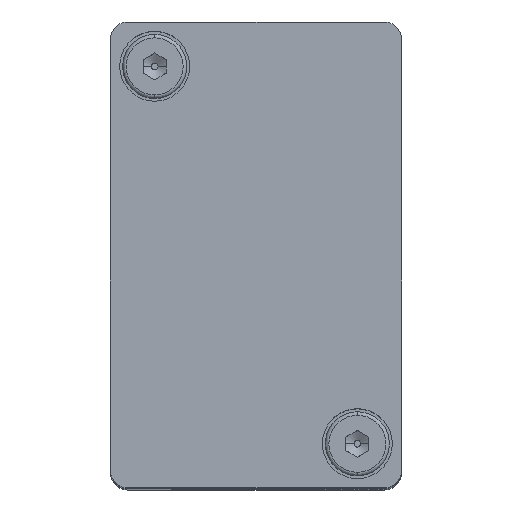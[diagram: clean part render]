
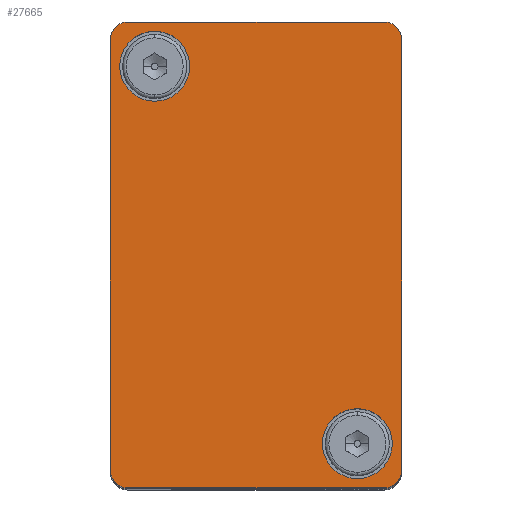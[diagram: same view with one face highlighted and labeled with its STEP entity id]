
A CAD part, top view. The second image highlights one B-rep face of the part: STEP entity #27665.
In plain terms, the highlighted face is planar.
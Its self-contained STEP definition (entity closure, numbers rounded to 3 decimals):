
#21593=CARTESIAN_POINT('',(7.2,14.75,15.2));
#21594=VERTEX_POINT('',#21593);
#21610=CARTESIAN_POINT('',(7.2,14.75,9.2));
#21611=VERTEX_POINT('',#21610);
#21618=CARTESIAN_POINT('',(7.2,14.75,12.2));
#21619=DIRECTION('',(0.0,-1.0,0.0));
#21620=DIRECTION('',(0.0,0.0,1.0));
#21621=AXIS2_PLACEMENT_3D('',#21618,#21619,#21620);
#21622=CIRCLE('',#21621,3.0);
#21623=EDGE_CURVE('',#21594,#21611,#21622,.T.);
#21635=CARTESIAN_POINT('',(-10.2,14.75,-17.2));
#21636=VERTEX_POINT('',#21635);
#21652=CARTESIAN_POINT('',(-10.2,14.75,-23.2));
#21653=VERTEX_POINT('',#21652);
#21660=CARTESIAN_POINT('',(-10.2,14.75,-20.2));
#21661=DIRECTION('',(0.0,-1.0,0.0));
#21662=DIRECTION('',(0.0,0.0,1.0));
#21663=AXIS2_PLACEMENT_3D('',#21660,#21661,#21662);
#21664=CIRCLE('',#21663,3.0);
#21665=EDGE_CURVE('',#21636,#21653,#21664,.T.);
#21677=CARTESIAN_POINT('',(-13.561,14.75,15.561));
#21678=VERTEX_POINT('',#21677);
#21694=CARTESIAN_POINT('',(-12.5,14.75,16.));
#21695=VERTEX_POINT('',#21694);
#21702=CARTESIAN_POINT('',(-12.5,14.75,14.5));
#21703=DIRECTION('',(0.0,-1.,0.0));
#21704=DIRECTION('',(-0.707,0.0,0.707));
#21705=AXIS2_PLACEMENT_3D('',#21702,#21703,#21704);
#21706=CIRCLE('',#21705,1.5);
#21707=EDGE_CURVE('',#21695,#21678,#21706,.T.);
#21719=CARTESIAN_POINT('',(-13.561,14.75,-23.561));
#21720=VERTEX_POINT('',#21719);
#21736=CARTESIAN_POINT('',(-14.0,14.75,-22.5));
#21737=VERTEX_POINT('',#21736);
#21744=CARTESIAN_POINT('',(-12.5,14.75,-22.5));
#21745=DIRECTION('',(0.0,-1.,0.0));
#21746=DIRECTION('',(-0.707,0.0,-0.707));
#21747=AXIS2_PLACEMENT_3D('',#21744,#21745,#21746);
#21748=CIRCLE('',#21747,1.5);
#21749=EDGE_CURVE('',#21737,#21720,#21748,.T.);
#21761=CARTESIAN_POINT('',(10.561,14.75,-23.561));
#21762=VERTEX_POINT('',#21761);
#21778=CARTESIAN_POINT('',(9.5,14.75,-24.0));
#21779=VERTEX_POINT('',#21778);
#21786=CARTESIAN_POINT('',(9.5,14.75,-22.5));
#21787=DIRECTION('',(0.0,-1.,0.0));
#21788=DIRECTION('',(0.707,0.0,-0.707));
#21789=AXIS2_PLACEMENT_3D('',#21786,#21787,#21788);
#21790=CIRCLE('',#21789,1.5);
#21791=EDGE_CURVE('',#21779,#21762,#21790,.T.);
#21803=CARTESIAN_POINT('',(10.561,14.75,15.561));
#21804=VERTEX_POINT('',#21803);
#21820=CARTESIAN_POINT('',(11.0,14.75,14.5));
#21821=VERTEX_POINT('',#21820);
#21828=CARTESIAN_POINT('',(9.5,14.75,14.5));
#21829=DIRECTION('',(0.0,-1.,0.0));
#21830=DIRECTION('',(0.707,0.0,0.707));
#21831=AXIS2_PLACEMENT_3D('',#21828,#21829,#21830);
#21832=CIRCLE('',#21831,1.5);
#21833=EDGE_CURVE('',#21821,#21804,#21832,.T.);
#27532=CARTESIAN_POINT('',(9.5,14.75,16.));
#27533=VERTEX_POINT('',#27532);
#27534=CARTESIAN_POINT('',(9.5,14.75,14.5));
#27535=DIRECTION('',(0.0,-1.,0.0));
#27536=DIRECTION('',(0.707,0.0,0.707));
#27537=AXIS2_PLACEMENT_3D('',#27534,#27535,#27536);
#27538=CIRCLE('',#27537,1.5);
#27539=EDGE_CURVE('',#21804,#27533,#27538,.T.);
#27565=CARTESIAN_POINT('',(9.5,14.75,16.));
#27566=DIRECTION('',(-1.0,0.0,0.0));
#27567=VECTOR('',#27566,22.0);
#27568=LINE('',#27565,#27567);
#27569=EDGE_CURVE('',#27533,#21695,#27568,.T.);
#27587=CARTESIAN_POINT('',(0.,14.75,0.));
#27588=DIRECTION('',(0.0,1.0,0.0));
#27589=DIRECTION('',(0.0,0.0,1.0));
#27590=AXIS2_PLACEMENT_3D('',#27587,#27588,#27589);
#27591=PLANE('',#27590);
#27592=ORIENTED_EDGE('',*,*,#21833,.F.);
#27593=CARTESIAN_POINT('',(11.0,14.75,-22.5));
#27594=VERTEX_POINT('',#27593);
#27595=CARTESIAN_POINT('',(11.0,14.75,-22.5));
#27596=DIRECTION('',(0.0,0.0,1.0));
#27597=VECTOR('',#27596,37.0);
#27598=LINE('',#27595,#27597);
#27599=EDGE_CURVE('',#27594,#21821,#27598,.T.);
#27600=ORIENTED_EDGE('',*,*,#27599,.F.);
#27601=CARTESIAN_POINT('',(9.5,14.75,-22.5));
#27602=DIRECTION('',(0.0,-1.,0.0));
#27603=DIRECTION('',(0.707,0.0,-0.707));
#27604=AXIS2_PLACEMENT_3D('',#27601,#27602,#27603);
#27605=CIRCLE('',#27604,1.5);
#27606=EDGE_CURVE('',#21762,#27594,#27605,.T.);
#27607=ORIENTED_EDGE('',*,*,#27606,.F.);
#27608=ORIENTED_EDGE('',*,*,#21791,.F.);
#27609=CARTESIAN_POINT('',(-12.5,14.75,-24.0));
#27610=VERTEX_POINT('',#27609);
#27611=CARTESIAN_POINT('',(-12.5,14.75,-24.0));
#27612=DIRECTION('',(1.0,0.0,0.0));
#27613=VECTOR('',#27612,22.0);
#27614=LINE('',#27611,#27613);
#27615=EDGE_CURVE('',#27610,#21779,#27614,.T.);
#27616=ORIENTED_EDGE('',*,*,#27615,.F.);
#27617=CARTESIAN_POINT('',(-12.5,14.75,-22.5));
#27618=DIRECTION('',(0.0,-1.,0.0));
#27619=DIRECTION('',(-0.707,0.0,-0.707));
#27620=AXIS2_PLACEMENT_3D('',#27617,#27618,#27619);
#27621=CIRCLE('',#27620,1.5);
#27622=EDGE_CURVE('',#21720,#27610,#27621,.T.);
#27623=ORIENTED_EDGE('',*,*,#27622,.F.);
#27624=ORIENTED_EDGE('',*,*,#21749,.F.);
#27625=CARTESIAN_POINT('',(-14.0,14.75,14.5));
#27626=VERTEX_POINT('',#27625);
#27627=CARTESIAN_POINT('',(-14.0,14.75,14.5));
#27628=DIRECTION('',(0.0,0.0,-1.0));
#27629=VECTOR('',#27628,37.0);
#27630=LINE('',#27627,#27629);
#27631=EDGE_CURVE('',#27626,#21737,#27630,.T.);
#27632=ORIENTED_EDGE('',*,*,#27631,.F.);
#27633=CARTESIAN_POINT('',(-12.5,14.75,14.5));
#27634=DIRECTION('',(0.0,-1.,0.0));
#27635=DIRECTION('',(-0.707,0.0,0.707));
#27636=AXIS2_PLACEMENT_3D('',#27633,#27634,#27635);
#27637=CIRCLE('',#27636,1.5);
#27638=EDGE_CURVE('',#21678,#27626,#27637,.T.);
#27639=ORIENTED_EDGE('',*,*,#27638,.F.);
#27640=ORIENTED_EDGE('',*,*,#21707,.F.);
#27641=ORIENTED_EDGE('',*,*,#27569,.F.);
#27642=ORIENTED_EDGE('',*,*,#27539,.F.);
#27643=EDGE_LOOP('',(#27592,#27600,#27607,#27608,#27616,#27623,#27624,#27632,#27639,#27640,#27641,#27642));
#27644=FACE_OUTER_BOUND('',#27643,.T.);
#27645=ORIENTED_EDGE('',*,*,#21665,.T.);
#27646=CARTESIAN_POINT('',(-10.2,14.75,-20.2));
#27647=DIRECTION('',(0.0,-1.0,0.0));
#27648=DIRECTION('',(0.0,0.0,1.0));
#27649=AXIS2_PLACEMENT_3D('',#27646,#27647,#27648);
#27650=CIRCLE('',#27649,3.0);
#27651=EDGE_CURVE('',#21653,#21636,#27650,.T.);
#27652=ORIENTED_EDGE('',*,*,#27651,.T.);
#27653=EDGE_LOOP('',(#27645,#27652));
#27654=FACE_BOUND('',#27653,.T.);
#27655=ORIENTED_EDGE('',*,*,#21623,.T.);
#27656=CARTESIAN_POINT('',(7.2,14.75,12.2));
#27657=DIRECTION('',(0.0,-1.0,0.0));
#27658=DIRECTION('',(0.0,0.0,1.0));
#27659=AXIS2_PLACEMENT_3D('',#27656,#27657,#27658);
#27660=CIRCLE('',#27659,3.0);
#27661=EDGE_CURVE('',#21611,#21594,#27660,.T.);
#27662=ORIENTED_EDGE('',*,*,#27661,.T.);
#27663=EDGE_LOOP('',(#27655,#27662));
#27664=FACE_BOUND('',#27663,.T.);
#27665=ADVANCED_FACE('',(#27644,#27654,#27664),#27591,.T.);
